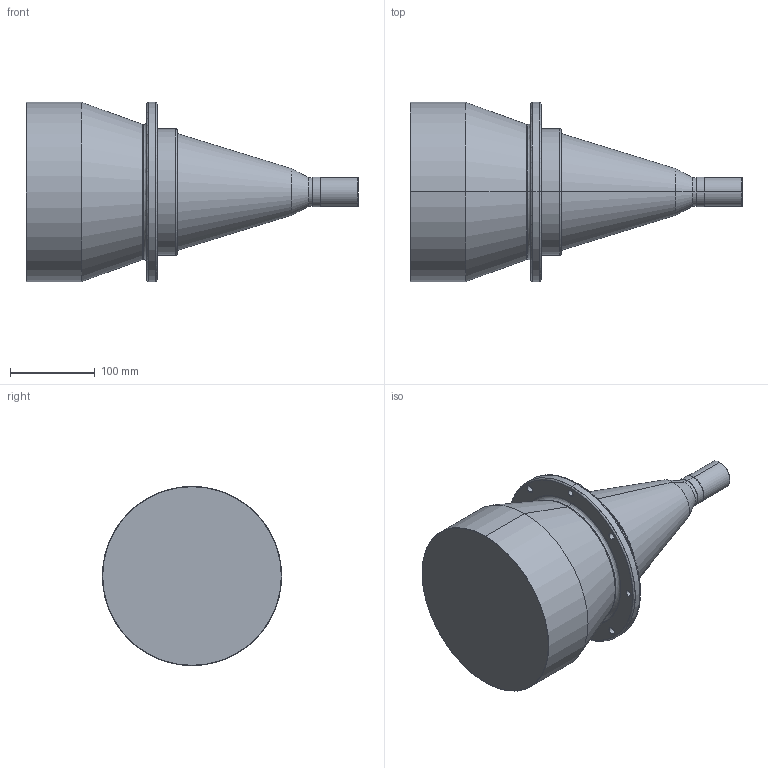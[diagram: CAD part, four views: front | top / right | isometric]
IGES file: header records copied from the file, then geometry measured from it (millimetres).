
Start section: SolidWorks IGES file using analytic representation for surfaces
Global section: file name: DTCL-170-xW-y.IGS; native system: SolidWorks 2017; preprocessor: SolidWorks 2017; author: Administrator; date: 200826.142104; units: millimetre
Bounding box: 392.8 x 212 x 212 mm (x, y, z)
Surface area: 233947.6 mm2 (no closed solid volume)
Topology: 0 solids, 0 shells, 55 faces, 1472 edges, 1472 vertices
Faces by surface type: revolution 38, bspline 17
